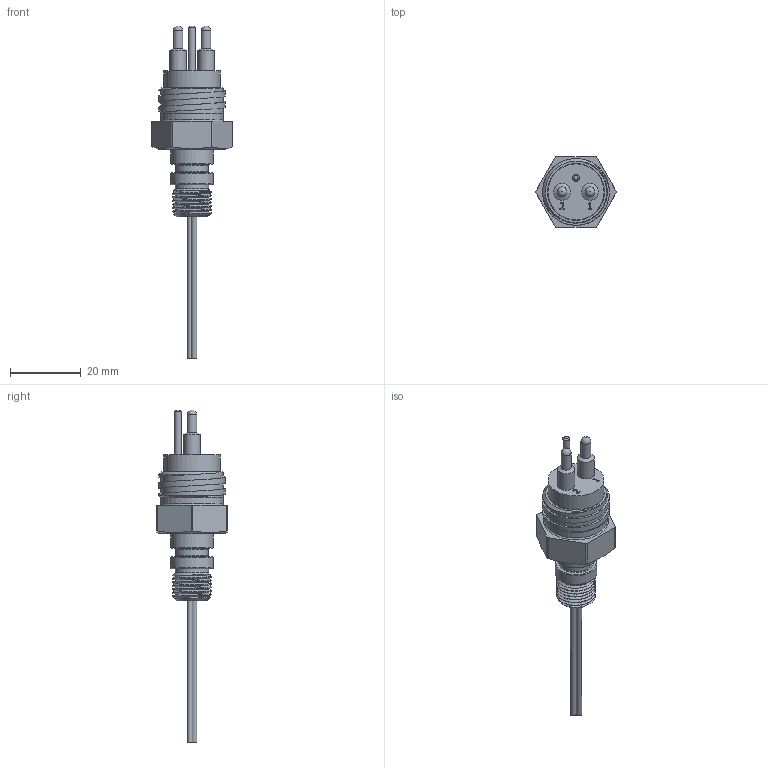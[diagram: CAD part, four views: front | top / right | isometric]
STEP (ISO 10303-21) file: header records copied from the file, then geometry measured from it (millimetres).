
FILE_DESCRIPTION(/* description */ (''),/* implementation_level */ '2;1');
FILE_NAME(/* name */ 'MCBH2M 2 O-ring 20mm Hex.stp',/* time_stamp */ '2014-11-26T15:17:46+01:00',/* author */ ('sh'),/* organization */ (''),/* preprocessor_version */ 'ST-DEVELOPER v15.2',/* originating_system */ 'Autodesk Inventor 2014',/* authorisation */ '');
FILE_SCHEMA (('AUTOMOTIVE_DESIGN { 1 0 10303 214 3 1 1 }'));
Length unit declared in the file: millimetre
Products named in the file (1): MCBH2M 2 O-ring 20mm Hex
Bounding box: 22.87 x 19.94 x 93.96 mm (x, y, z)
Volume: 8035.3 mm3; surface area: 6475 mm2
Topology: 7 solids, 7 shells, 128 faces, 318 edges, 215 vertices
Faces by surface type: plane 51, cylinder 32, bspline 18, cone 14, torus 13
Full cylindrical faces by diameter (mm): 1.524 x2, 1.981 x1, 2.032 x2, 2.779 x2, 4.801 x2, 5.537 x1, 7.264 x1, 9.322 x1, 9.398 x1, 11.918 x2, 13.5 x1, 15.875 x1, 15.9 x1, 16.129 x1, 17.628 x1, 17.971 x1
Entity records: 5429 total; most frequent: CARTESIAN_POINT 2643, ORIENTED_EDGE 502, DIRECTION 481, EDGE_CURVE 251, AXIS2_PLACEMENT_3D 198, VERTEX_POINT 195, EDGE_LOOP 188, ADVANCED_FACE 128
